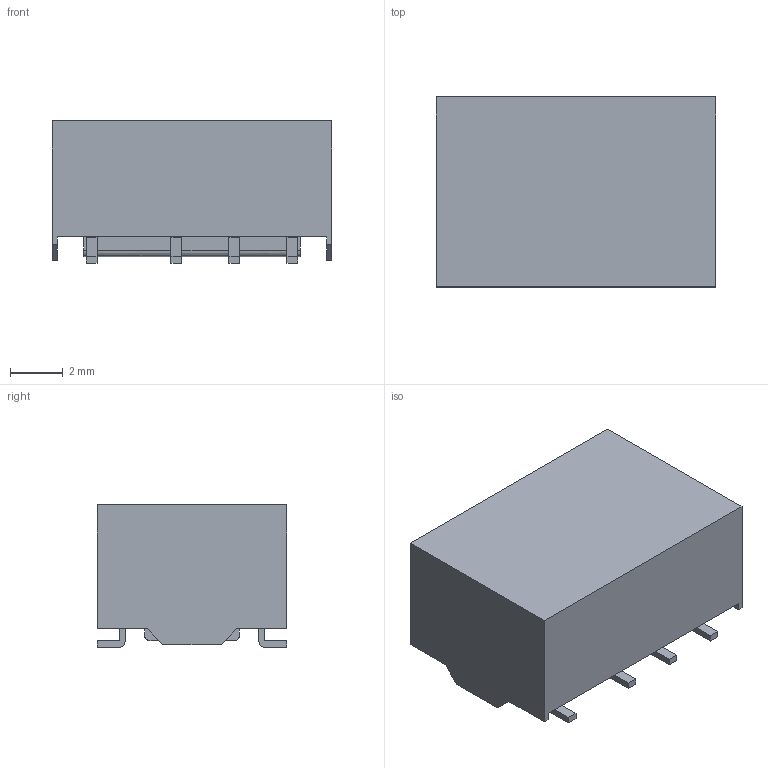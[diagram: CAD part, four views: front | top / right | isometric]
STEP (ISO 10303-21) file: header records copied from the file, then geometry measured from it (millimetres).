
FILE_DESCRIPTION(/* description */ (''),/* implementation_level */ '2;1');
FILE_NAME(/* name */ 'AGQ200S4HZ-SMD v2.step',/* time_stamp */ '2022-07-01T14:57:23-07:00',/* author */ (''),/* organization */ (''),/* preprocessor_version */ 'ST-DEVELOPER v19',/* originating_system */ 'Autodesk Translation Framework v11.7.0.108',/* authorisation */ '');
FILE_SCHEMA (('AUTOMOTIVE_DESIGN { 1 0 10303 214 3 1 1 }'));
Length unit declared in the file: millimetre
Products named in the file (1): AGQ200S4HZ-SMD
Bounding box: 10.6 x 7.2 x 5.4 mm (x, y, z)
Volume: 360.6 mm3; surface area: 360.6 mm2
Topology: 9 solids, 9 shells, 97 faces, 234 edges, 156 vertices
Faces by surface type: plane 87, cylinder 8, bspline 2
Entity records: 2861 total; most frequent: CARTESIAN_POINT 562, ORIENTED_EDGE 468, DIRECTION 434, EDGE_CURVE 234, LINE 210, VECTOR 210, VERTEX_POINT 156, AXIS2_PLACEMENT_3D 112
